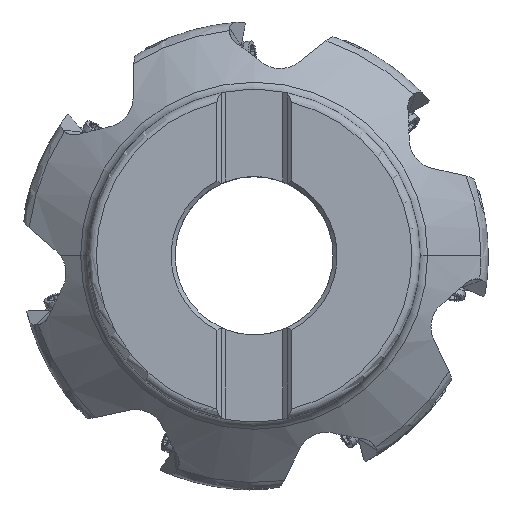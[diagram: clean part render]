
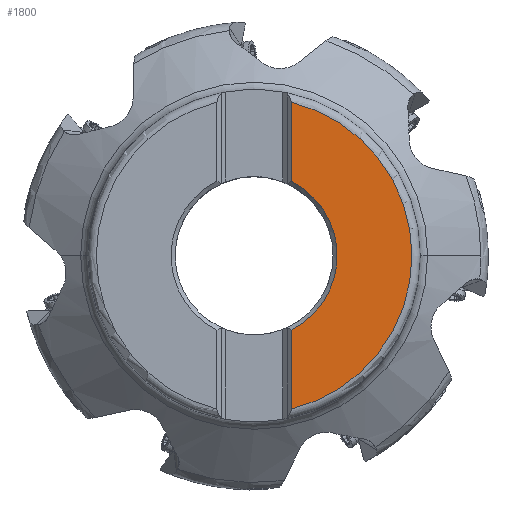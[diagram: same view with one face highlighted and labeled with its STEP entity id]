
A CAD part, top view. The second image highlights one B-rep face of the part: STEP entity #1800.
In plain terms, the highlighted planar face has unit normal (0, 0, 1).
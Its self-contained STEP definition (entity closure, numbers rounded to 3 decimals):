
#1800=ADVANCED_FACE('',(#3280),#2757,.T.);
#2757=PLANE('',#20248);
#3280=FACE_OUTER_BOUND('',#4298,.T.);
#4298=EDGE_LOOP('',(#8772,#8773,#8774,#8775,#8776));
#5418=LINE('',#30914,#6603);
#5419=LINE('',#30935,#6604);
#6603=VECTOR('',#23143,1.);
#6604=VECTOR('',#23154,1.);
#8772=ORIENTED_EDGE('',*,*,#15858,.F.);
#8773=ORIENTED_EDGE('',*,*,#15859,.F.);
#8774=ORIENTED_EDGE('',*,*,#15850,.F.);
#8775=ORIENTED_EDGE('',*,*,#15849,.F.);
#8776=ORIENTED_EDGE('',*,*,#15853,.T.);
#13784=VERTEX_POINT('',#30883);
#13785=VERTEX_POINT('',#30884);
#13786=VERTEX_POINT('',#30886);
#13787=VERTEX_POINT('',#30915);
#13789=VERTEX_POINT('',#30932);
#15849=EDGE_CURVE('',#13784,#13785,#18265,.T.);
#15850=EDGE_CURVE('',#13785,#13786,#18266,.T.);
#15853=EDGE_CURVE('',#13784,#13787,#5418,.T.);
#15858=EDGE_CURVE('',#13789,#13787,#18269,.T.);
#15859=EDGE_CURVE('',#13786,#13789,#5419,.T.);
#18265=CIRCLE('',#20240,38.);
#18266=CIRCLE('',#20241,38.);
#18269=CIRCLE('',#20246,20.015);
#20240=AXIS2_PLACEMENT_3D('',#30882,#23137,#23138);
#20241=AXIS2_PLACEMENT_3D('',#30885,#23139,#23140);
#20246=AXIS2_PLACEMENT_3D('',#30933,#23150,#23151);
#20248=AXIS2_PLACEMENT_3D('',#30936,#23155,#23156);
#23137=DIRECTION('',(0.,0.,-1.));
#23138=DIRECTION('',(0.235,0.972,0.));
#23139=DIRECTION('',(0.,0.,-1.));
#23140=DIRECTION('',(1.,0.,0.));
#23143=DIRECTION('',(0.,-1.,0.));
#23150=DIRECTION('',(0.,0.,1.));
#23151=DIRECTION('',(0.447,-0.895,0.));
#23154=DIRECTION('',(0.,1.,0.));
#23155=DIRECTION('',(0.,0.,1.));
#23156=DIRECTION('',(1.,0.,0.));
#30882=CARTESIAN_POINT('',(0.,0.,0.));
#30883=CARTESIAN_POINT('',(8.938,36.934,0.));
#30884=CARTESIAN_POINT('',(38.,0.,0.));
#30885=CARTESIAN_POINT('',(0.,0.,0.));
#30886=CARTESIAN_POINT('',(8.938,-36.934,0.));
#30914=CARTESIAN_POINT('',(8.938,36.934,0.));
#30915=CARTESIAN_POINT('',(8.937,17.909,0.));
#30932=CARTESIAN_POINT('',(8.937,-17.909,0.));
#30933=CARTESIAN_POINT('',(0.,0.,0.));
#30935=CARTESIAN_POINT('',(8.938,-36.934,0.));
#30936=CARTESIAN_POINT('',(23.469,0.,0.));
